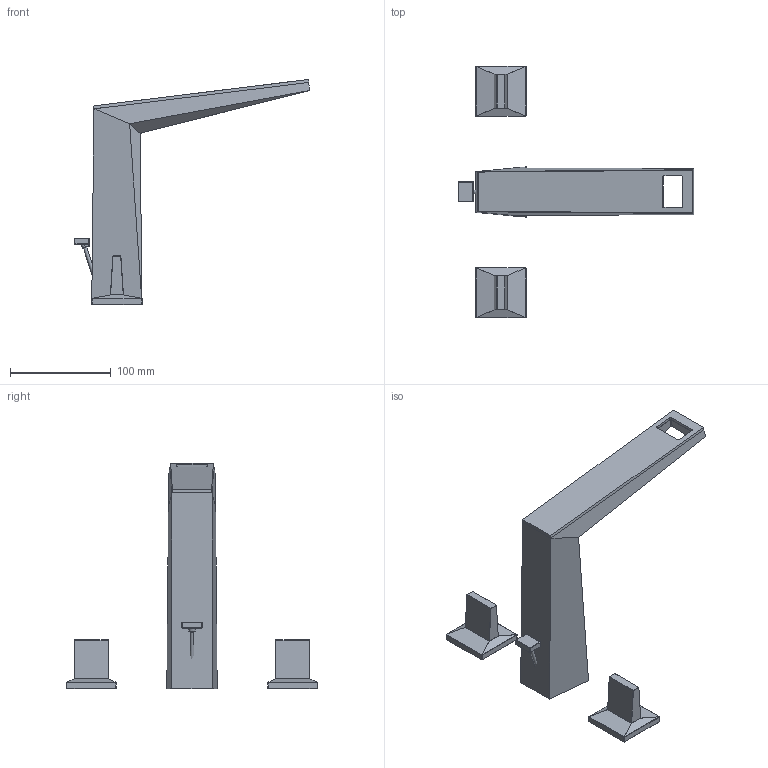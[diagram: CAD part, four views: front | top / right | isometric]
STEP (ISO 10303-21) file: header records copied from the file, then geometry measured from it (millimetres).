
FILE_DESCRIPTION(/* description */ ('Unknown'),/* implementation_level */ '2;1');
FILE_NAME(/* name */ '20668000',/* time_stamp */ '2022-10-27T08:11:02+02:00',/* author */ ('Unknown'),/* organization */ ('GROHE AG'),/* preprocessor_version */ 'ST-DEVELOPER v16.7',/* originating_system */ 'DEX',/* authorisation */ $);
FILE_SCHEMA (('AUTOMOTIVE_DESIGN {1 0 10303 214 3 1 1}'));
Length unit declared in the file: millimetre
Products named in the file (7): 20668000; skin#904; id55; skin#718; skin#722; skin#904_0; square#9
Assembly tree (6 placements, depth 2):
  20668000
    skin#904
    id55
    skin#718
    skin#722
    skin#904_0
    square#9
Bounding box: 233.69 x 250 x 223.53 mm (x, y, z)
Volume: 24592 mm3; surface area: 99355.4 mm2
Topology: 1 solids, 12 shells, 172 faces, 548 edges, 361 vertices
Faces by surface type: cylinder 86, plane 73, torus 9, bspline 3, cone 1
Full cylindrical faces by diameter (mm): 3.45 x1
Entity records: 6690 total; most frequent: CARTESIAN_POINT 1558, DIRECTION 936, ORIENTED_EDGE 830, EDGE_CURVE 545, VERTEX_POINT 360, AXIS2_PLACEMENT_3D 338, LINE 260, VECTOR 260
